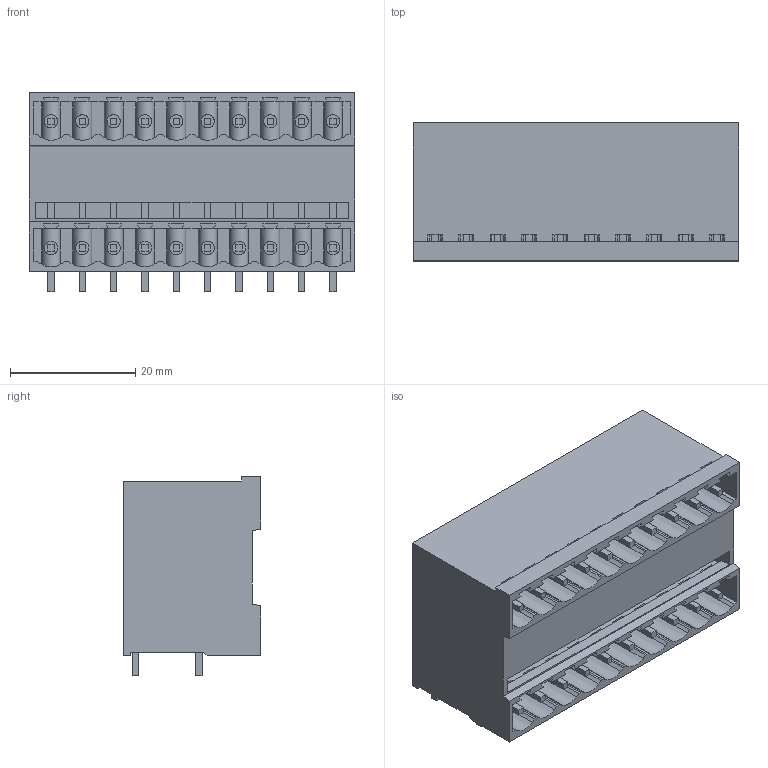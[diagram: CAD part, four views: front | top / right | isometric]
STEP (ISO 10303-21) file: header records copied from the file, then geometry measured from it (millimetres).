
FILE_DESCRIPTION(('CATIA V5R24 STEP','CAx-IF Rec.Pracs.--- Model Styling and Organization---1.4--- 2014-01-23'),'2;1');
FILE_NAME ('D1453480_1_1614430000_1614430000.stp','2021-12-08T07:18:58+00:00',('none'),('Weidmueller'),'CATIA Version 5-6 Release 2016 SP3 HF44','CATIA V5 STEP AP214','none');
FILE_SCHEMA(('AUTOMOTIVE_DESIGN { 1 0 10303 214 1 1 1 1 }'));
Length unit declared in the file: millimetre
Products named in the file (1): 1614430000
Bounding box: 52 x 22 x 31.85 mm (x, y, z)
Volume: 22073.9 mm3; surface area: 15899.4 mm2
Topology: 21 solids, 21 shells, 891 faces, 2576 edges, 1722 vertices
Faces by surface type: plane 751, cylinder 120, extrusion 20
Entity records: 28717 total; most frequent: CARTESIAN_POINT 6833, ORIENTED_EDGE 5152, DIRECTION 3430, EDGE_CURVE 2576, VECTOR 2294, LINE 2274, VERTEX_POINT 1722, EDGE_LOOP 986
